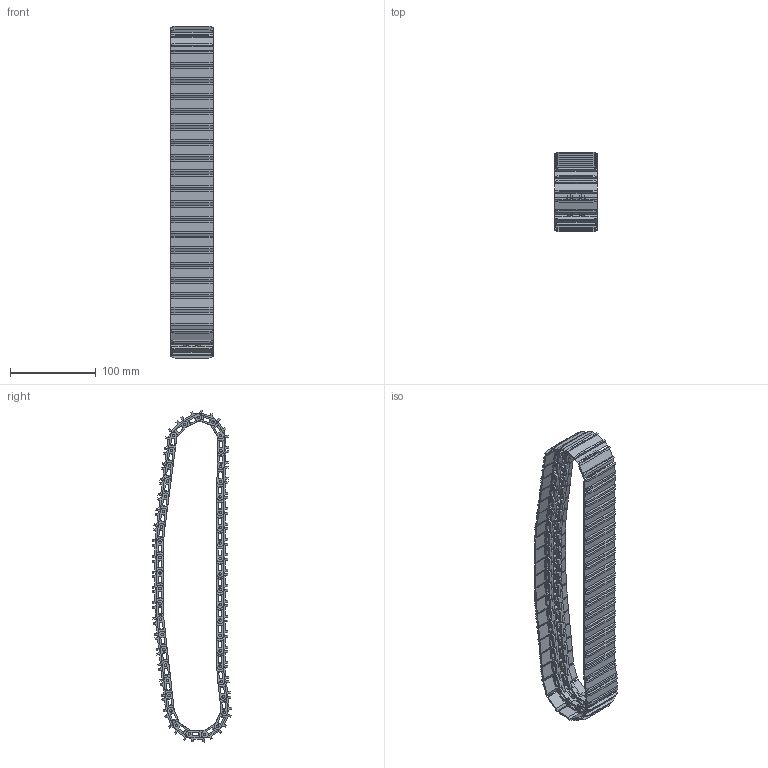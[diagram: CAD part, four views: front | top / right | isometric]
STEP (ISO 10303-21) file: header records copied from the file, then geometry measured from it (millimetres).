
FILE_DESCRIPTION(/* description */ (''),/* implementation_level */ '2;1');
FILE_NAME(/* name */ 'Telaketju.step',/* time_stamp */ '2024-09-25T17:32:53+03:00',/* author */ (''),/* organization */ (''),/* preprocessor_version */ 'ST-DEVELOPER v20',/* originating_system */ 'Autodesk Translation Framework v13.20.0.188',/* authorisation */ '');
FILE_SCHEMA (('AUTOMOTIVE_DESIGN { 1 0 10303 214 3 1 1 }'));
Length unit declared in the file: millimetre
Products named in the file (2): Telaketju; TP
Assembly tree (45 placements, depth 2):
  Telaketju
    TP  x45
Bounding box: 49.65 x 92.87 x 388.28 mm (x, y, z)
Volume: 159375.6 mm3; surface area: 177197.7 mm2
Topology: 45 solids, 45 shells, 2520 faces, 7290 edges, 4860 vertices
Faces by surface type: plane 2115, cylinder 405
Full cylindrical faces by diameter (mm): 3 x225
Entity records: 2312 total; most frequent: DIRECTION 386, CARTESIAN_POINT 373, ORIENTED_EDGE 324, EDGE_CURVE 162, LINE 144, VECTOR 144, AXIS2_PLACEMENT_3D 121, VERTEX_POINT 108
